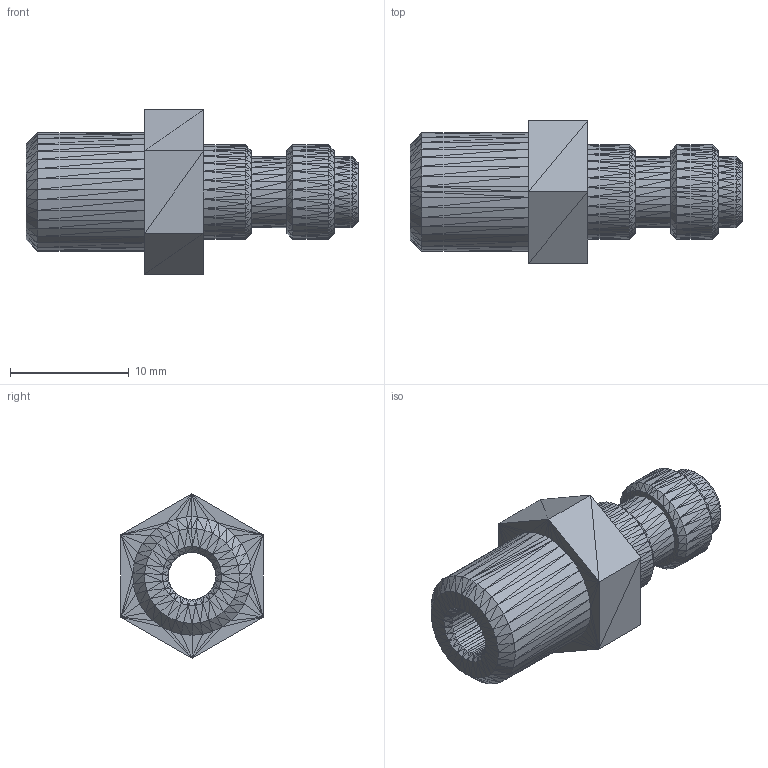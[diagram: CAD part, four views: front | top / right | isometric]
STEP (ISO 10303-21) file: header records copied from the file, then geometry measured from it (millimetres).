
FILE_DESCRIPTION(('CAx-IF Rec.Pracs.---Model Styling and Organization---1.5---2016-08-15','CAx-IF Rec.Pracs.---Geometric and Assembly Validation Properties---4.4---2016-08-17','CAx-IF Rec.Pracs.---User Defined Attributes---1.5---2016-08-15','CAx-IF Rec.Pracs.---External References---2.1---2005-01-19'),'2;1');
FILE_NAME('P73_Fill_Nipple_8mm.stp','2024-10-11T23:59:50',('Unspecified'),('Unspecified'),'CAD Exchanger 3.8.0 (cadexchanger.com)','Unspecified','');
FILE_SCHEMA(('AUTOMOTIVE_DESIGN { 1 0 10303 214 1 1 1 1 }'));
Length unit declared in the file: millimetre
Products named in the file (1): P73_Fill_Nipple_8mm.SLDPRT
Bounding box: 28 x 12 x 13.86 mm (x, y, z)
Surface area: 1383.9 mm2 (no closed solid volume)
Topology: 0 solids, 1326 shells, 1326 faces, 3978 edges, 3978 vertices
Faces by surface type: plane 1326
Entity records: 14600 total; most frequent: CARTESIAN_POINT 5304, DIRECTION 2652, FACE_SURFACE 1326, FACE_OUTER_BOUND 1326, POLY_LOOP 1326, PLANE 1326, AXIS2_PLACEMENT_3D 1326, APPLICATION_CONTEXT 1
